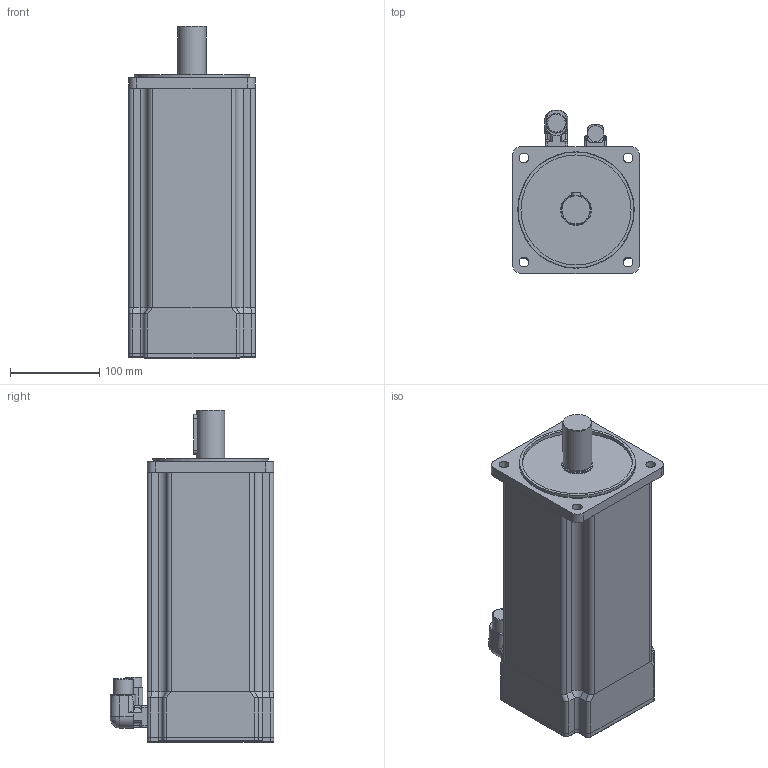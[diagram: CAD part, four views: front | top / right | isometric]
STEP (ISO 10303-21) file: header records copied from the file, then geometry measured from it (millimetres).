
FILE_DESCRIPTION((''),'2;1');
FILE_NAME('BM140Lxx1x12xx00H_30.06.2014.stp','2014-06-30T12:10:10',('KathrinV'),(''),'Autodesk Inventor 2013','Autodesk Inventor 2013','');
FILE_SCHEMA(('AUTOMOTIVE_DESIGN { 1 0 10303 214 1 1 1 1 }'));
Length unit declared in the file: millimetre
Products named in the file (5): BM140-KEB-VM-01; BM140-KEB-VM-00; Intercontec-BEDC110NN00000101000; DIN 6885-A10x8x45; Intercontec-EEDC201NN00000805000
Assembly tree (4 placements, depth 2):
  BM140-KEB-VM-01
    BM140-KEB-VM-00
    Intercontec-BEDC110NN00000101000
    DIN 6885-A10x8x45
    Intercontec-EEDC201NN00000805000
Bounding box: 142 x 183.4 x 373 mm (x, y, z)
Volume: 5909742.8 mm3; surface area: 233850.1 mm2
Topology: 4 solids, 4 shells, 310 faces, 737 edges, 446 vertices
Faces by surface type: plane 136, cylinder 121, bspline 30, torus 21, cone 2
Full cylindrical faces by diameter (mm): 4.5 x2, 4.8 x4, 11 x4, 18 x1, 20.1 x4, 22 x1, 31.4 x1, 32 x1, 35 x1, 123.636 x1, 130 x1
Entity records: 10123 total; most frequent: CARTESIAN_POINT 2741, DIRECTION 1523, ORIENTED_EDGE 1398, EDGE_CURVE 699, AXIS2_PLACEMENT_3D 573, VERTEX_POINT 445, VECTOR 377, LINE 377
